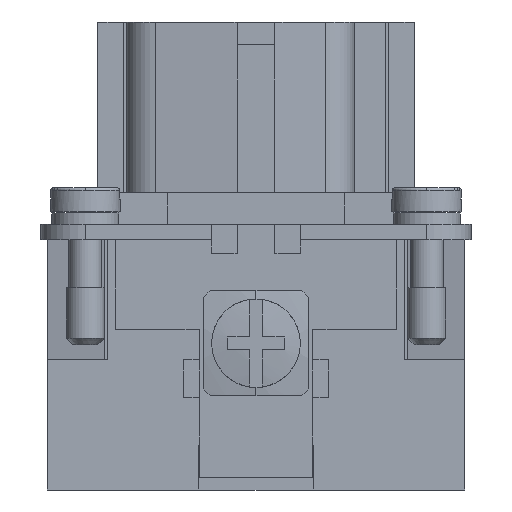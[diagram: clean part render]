
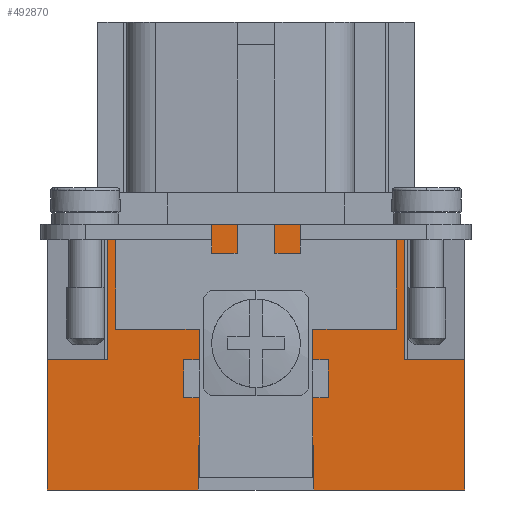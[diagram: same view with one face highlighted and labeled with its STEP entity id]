
A CAD part, left-side view. The second image highlights one B-rep face of the part: STEP entity #492870.
In plain terms, the highlighted planar face has unit normal (-1, 0, 0).
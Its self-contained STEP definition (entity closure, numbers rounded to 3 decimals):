
#300740=CARTESIAN_POINT('',(-31.6,-16.5,0.));
#300750=VERTEX_POINT('',#300740);
#300780=CARTESIAN_POINT('',(-31.6,-16.5,0.));
#300790=DIRECTION('',(0.,0.,1.));
#300800=VECTOR('',#300790,10.3);
#300810=LINE('',#300780,#300800);
#300820=CARTESIAN_POINT('',(-31.6,-16.5,10.3));
#300830=VERTEX_POINT('',#300820);
#300840=EDGE_CURVE('',#300750,#300830,#300810,.T.);
#398110=CARTESIAN_POINT('',(-31.6,-11.75,21.));
#398120=VERTEX_POINT('',#398110);
#398150=CARTESIAN_POINT('',(-31.6,-11.75,21.));
#398160=DIRECTION('',(0.,1.,0.));
#398170=VECTOR('',#398160,23.5);
#398180=LINE('',#398150,#398170);
#398190=CARTESIAN_POINT('',(-31.6,11.75,21.));
#398200=VERTEX_POINT('',#398190);
#398210=EDGE_CURVE('',#398120,#398200,#398180,.T.);
#487160=CARTESIAN_POINT('',(-31.6,11.75,21.));
#487170=DIRECTION('',(0.,0.,-1.));
#487180=VECTOR('',#487170,10.7);
#487190=LINE('',#487160,#487180);
#487200=CARTESIAN_POINT('',(-31.6,11.75,10.3));
#487210=VERTEX_POINT('',#487200);
#487220=EDGE_CURVE('',#398200,#487210,#487190,.T.);
#487810=CARTESIAN_POINT('',(-31.6,16.5,10.3));
#487820=VERTEX_POINT('',#487810);
#487870=CARTESIAN_POINT('',(-31.6,11.75,10.3));
#487880=DIRECTION('',(0.,1.,0.));
#487890=VECTOR('',#487880,4.75);
#487900=LINE('',#487870,#487890);
#487910=EDGE_CURVE('',#487210,#487820,#487900,.T.);
#490460=CARTESIAN_POINT('',(-31.6,-11.75,10.3));
#490470=DIRECTION('',(0.,0.,1.));
#490480=VECTOR('',#490470,10.7);
#490490=LINE('',#490460,#490480);
#490500=CARTESIAN_POINT('',(-31.6,-11.75,10.3));
#490510=VERTEX_POINT('',#490500);
#490520=EDGE_CURVE('',#490510,#398120,#490490,.T.);
#490800=CARTESIAN_POINT('',(-31.6,-16.5,10.3));
#490810=DIRECTION('',(0.,1.,0.));
#490820=VECTOR('',#490810,4.75);
#490830=LINE('',#490800,#490820);
#490840=EDGE_CURVE('',#300830,#490510,#490830,.T.);
#491970=CARTESIAN_POINT('',(-31.6,16.5,0.));
#491980=DIRECTION('',(0.,0.,1.));
#491990=VECTOR('',#491980,10.3);
#492000=LINE('',#491970,#491990);
#492010=CARTESIAN_POINT('',(-31.6,16.5,0.));
#492020=VERTEX_POINT('',#492010);
#492030=EDGE_CURVE('',#492020,#487820,#492000,.T.);
#492350=CARTESIAN_POINT('',(-31.6,-16.5,0.));
#492360=DIRECTION('',(-1.,0.,0.));
#492370=DIRECTION('',(0.,0.,1.));
#492380=AXIS2_PLACEMENT_3D('',#492350,#492360,#492370);
#492390=PLANE('',#492380);
#492400=ORIENTED_EDGE('',*,*,#398210,.T.);
#492410=ORIENTED_EDGE('',*,*,#490520,.T.);
#492420=ORIENTED_EDGE('',*,*,#490840,.T.);
#492430=ORIENTED_EDGE('',*,*,#300840,.T.);
#492440=CARTESIAN_POINT('',(-31.6,-16.5,0.));
#492450=DIRECTION('',(0.,1.,0.));
#492460=VECTOR('',#492450,11.95);
#492470=LINE('',#492440,#492460);
#492480=CARTESIAN_POINT('',(-31.6,-4.55,0.));
#492490=VERTEX_POINT('',#492480);
#492500=EDGE_CURVE('',#300750,#492490,#492470,.T.);
#492510=ORIENTED_EDGE('',*,*,#492500,.F.);
#492520=CARTESIAN_POINT('',(-31.6,-4.55,3.5));
#492530=DIRECTION('',(0.,0.,-1.));
#492540=VECTOR('',#492530,3.5);
#492550=LINE('',#492520,#492540);
#492560=CARTESIAN_POINT('',(-31.6,-4.55,3.5));
#492570=VERTEX_POINT('',#492560);
#492580=EDGE_CURVE('',#492570,#492490,#492550,.T.);
#492590=ORIENTED_EDGE('',*,*,#492580,.T.);
#492600=CARTESIAN_POINT('',(-31.6,4.55,3.5));
#492610=DIRECTION('',(0.,-1.,0.));
#492620=VECTOR('',#492610,9.1);
#492630=LINE('',#492600,#492620);
#492640=CARTESIAN_POINT('',(-31.6,4.55,3.5));
#492650=VERTEX_POINT('',#492640);
#492660=EDGE_CURVE('',#492650,#492570,#492630,.T.);
#492670=ORIENTED_EDGE('',*,*,#492660,.T.);
#492680=CARTESIAN_POINT('',(-31.6,4.55,0.));
#492690=DIRECTION('',(0.,0.,1.));
#492700=VECTOR('',#492690,3.5);
#492710=LINE('',#492680,#492700);
#492720=CARTESIAN_POINT('',(-31.6,4.55,0.));
#492730=VERTEX_POINT('',#492720);
#492740=EDGE_CURVE('',#492730,#492650,#492710,.T.);
#492750=ORIENTED_EDGE('',*,*,#492740,.T.);
#492760=CARTESIAN_POINT('',(-31.6,4.55,0.));
#492770=DIRECTION('',(0.,1.,0.));
#492780=VECTOR('',#492770,11.95);
#492790=LINE('',#492760,#492780);
#492800=EDGE_CURVE('',#492730,#492020,#492790,.T.);
#492810=ORIENTED_EDGE('',*,*,#492800,.F.);
#492820=ORIENTED_EDGE('',*,*,#492030,.F.);
#492830=ORIENTED_EDGE('',*,*,#487910,.T.);
#492840=ORIENTED_EDGE('',*,*,#487220,.T.);
#492850=EDGE_LOOP('',(#492840,#492830,#492820,#492810,#492750,#492670,
#492590,#492510,#492430,#492420,#492410,#492400));
#492860=FACE_OUTER_BOUND('',#492850,.T.);
#492870=ADVANCED_FACE('',(#492860),#492390,.T.);
